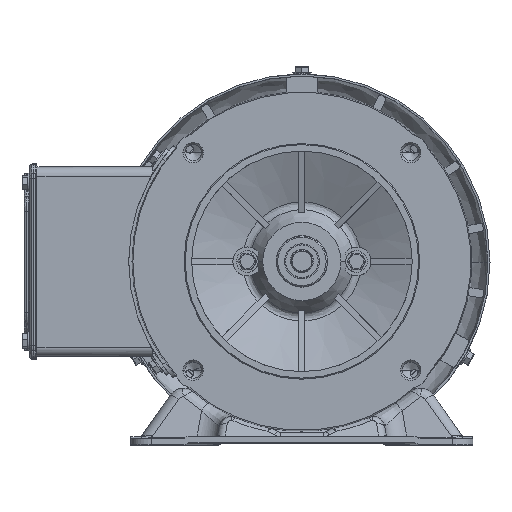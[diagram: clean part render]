
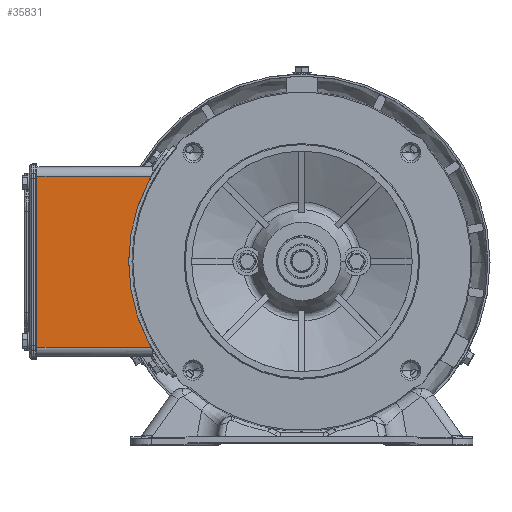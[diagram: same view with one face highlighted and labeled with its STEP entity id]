
A CAD part, top view. The second image highlights one B-rep face of the part: STEP entity #35831.
In plain terms, the highlighted planar face has unit normal (0, 0, 1).
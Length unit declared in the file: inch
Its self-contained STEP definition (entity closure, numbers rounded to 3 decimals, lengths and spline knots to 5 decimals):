
#383 = VECTOR ( 'NONE', #64355, 39.37008 ) ;
#4463 = DIRECTION ( 'NONE',  ( 1., 0., 0. ) ) ;
#6587 = CARTESIAN_POINT ( 'NONE',  ( -5.07874, 1.62992, 0.09843 ) ) ;
#13685 = DIRECTION ( 'NONE',  ( 1., 0., 0. ) ) ;
#14613 = VERTEX_POINT ( 'NONE', #69995 ) ;
#14899 = LINE ( 'NONE', #118540, #15595 ) ;
#15595 = VECTOR ( 'NONE', #13685, 39.37008 ) ;
#18345 = DIRECTION ( 'NONE',  ( 0., 1., 0. ) ) ;
#18400 = VERTEX_POINT ( 'NONE', #6587 ) ;
#23053 = FACE_OUTER_BOUND ( 'NONE', #86479, .T. ) ;
#23897 = ORIENTED_EDGE ( 'NONE', *, *, #91894, .T. ) ;
#26352 = EDGE_CURVE ( 'NONE', #18400, #41759, #14899, .T. ) ;
#26586 = CARTESIAN_POINT ( 'NONE',  ( -5.07874, -1.62992, 0.09843 ) ) ;
#29280 = CARTESIAN_POINT ( 'NONE',  ( -2.87753, 1.62992, 0.09843 ) ) ;
#35831 = ADVANCED_FACE ( 'NONE', ( #23053 ), #70307, .T. ) ;
#36904 = ORIENTED_EDGE ( 'NONE', *, *, #26352, .F. ) ;
#41759 = VERTEX_POINT ( 'NONE', #29280 ) ;
#41884 = CARTESIAN_POINT ( 'NONE',  ( -5.90551, -1.62992, 0.09843 ) ) ;
#53979 = CARTESIAN_POINT ( 'NONE',  ( 0., 0., 0.09843 ) ) ;
#55150 = EDGE_CURVE ( 'NONE', #14613, #41759, #111324, .T. ) ;
#56391 = CARTESIAN_POINT ( 'NONE',  ( -5.07874, 1.81102, 0.09843 ) ) ;
#58486 = AXIS2_PLACEMENT_3D ( 'NONE', #53979, #62553, #18345 ) ;
#61080 = CARTESIAN_POINT ( 'NONE',  ( -5.90551, -1.81102, 0.09843 ) ) ;
#62553 = DIRECTION ( 'NONE',  ( 0., 0., -1. ) ) ;
#64355 = DIRECTION ( 'NONE',  ( 0., -1., 0. ) ) ;
#65672 = ORIENTED_EDGE ( 'NONE', *, *, #85836, .T. ) ;
#66436 = VERTEX_POINT ( 'NONE', #26586 ) ;
#67712 = LINE ( 'NONE', #41884, #105054 ) ;
#69995 = CARTESIAN_POINT ( 'NONE',  ( -2.87753, -1.62992, 0.09843 ) ) ;
#70307 = PLANE ( 'NONE',  #117701 ) ;
#80703 = DIRECTION ( 'NONE',  ( 0., 1., 0. ) ) ;
#81904 = DIRECTION ( 'NONE',  ( 0., 0., 1. ) ) ;
#83139 = ORIENTED_EDGE ( 'NONE', *, *, #55150, .T. ) ;
#85836 = EDGE_CURVE ( 'NONE', #18400, #66436, #112152, .T. ) ;
#86479 = EDGE_LOOP ( 'NONE', ( #83139, #36904, #65672, #23897 ) ) ;
#91894 = EDGE_CURVE ( 'NONE', #66436, #14613, #67712, .T. ) ;
#105054 = VECTOR ( 'NONE', #4463, 39.37008 ) ;
#111324 = CIRCLE ( 'NONE', #58486, 3.30709 ) ;
#112152 = LINE ( 'NONE', #56391, #383 ) ;
#117701 = AXIS2_PLACEMENT_3D ( 'NONE', #61080, #81904, #80703 ) ;
#118540 = CARTESIAN_POINT ( 'NONE',  ( -5.90551, 1.62992, 0.09843 ) ) ;
